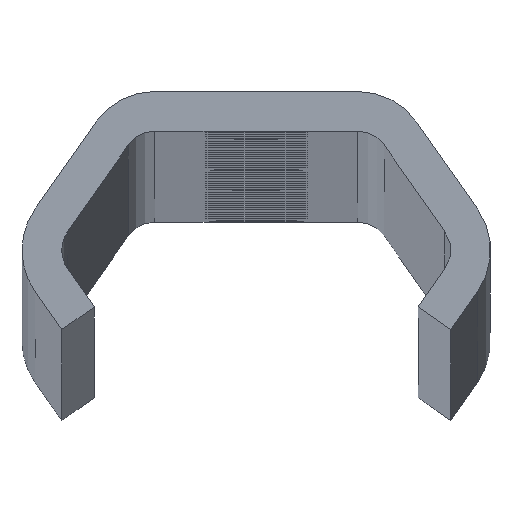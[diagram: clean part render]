
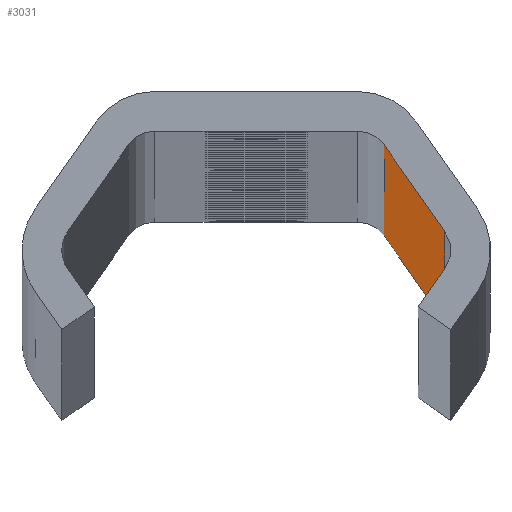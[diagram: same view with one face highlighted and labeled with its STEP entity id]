
A CAD part, top view. The second image highlights one B-rep face of the part: STEP entity #3031.
In plain terms, the highlighted planar face has unit normal (-0.819, -0.574, 0).
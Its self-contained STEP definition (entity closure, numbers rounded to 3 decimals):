
#436 = ORIENTED_EDGE ( 'NONE', *, *, #911, .F. ) ;
#649 = CARTESIAN_POINT ( 'NONE',  ( 8.052, 6.635, -1640. ) ) ;
#853 = LINE ( 'NONE', #3271, #3836 ) ;
#911 = EDGE_CURVE ( 'NONE', #7819, #2607, #3799, .T. ) ;
#1172 = CARTESIAN_POINT ( 'NONE',  ( 8.052, 6.635, -1640. ) ) ;
#1209 = DIRECTION ( 'NONE',  ( -0.574, 0.819, 0. ) ) ;
#1238 = EDGE_CURVE ( 'NONE', #3126, #2607, #7391, .T. ) ;
#1724 = FACE_OUTER_BOUND ( 'NONE', #6507, .T. ) ;
#2083 = EDGE_CURVE ( 'NONE', #3979, #7819, #853, .T. ) ;
#2284 = DIRECTION ( 'NONE',  ( 0.819, 0.574, 0. ) ) ;
#2322 = EDGE_CURVE ( 'NONE', #3979, #3126, #7752, .T. ) ;
#2607 = VERTEX_POINT ( 'NONE', #4801 ) ;
#2986 = ORIENTED_EDGE ( 'NONE', *, *, #2322, .T. ) ;
#3031 = ADVANCED_FACE ( 'NONE', ( #1724 ), #4149, .F. ) ;
#3126 = VERTEX_POINT ( 'NONE', #1172 ) ;
#3151 = ORIENTED_EDGE ( 'NONE', *, *, #1238, .T. ) ;
#3189 = DIRECTION ( 'NONE',  ( 0., 0., -1. ) ) ;
#3271 = CARTESIAN_POINT ( 'NONE',  ( 8.052, 6.635, 1640. ) ) ;
#3274 = VECTOR ( 'NONE', #5636, 1000. ) ;
#3299 = AXIS2_PLACEMENT_3D ( 'NONE', #5437, #2284, #1209 ) ;
#3799 = LINE ( 'NONE', #6252, #7171 ) ;
#3836 = VECTOR ( 'NONE', #5282, 1000. ) ;
#3979 = VERTEX_POINT ( 'NONE', #5070 ) ;
#4149 = PLANE ( 'NONE',  #3299 ) ;
#4720 = CARTESIAN_POINT ( 'NONE',  ( 8.052, 6.635, 1640. ) ) ;
#4801 = CARTESIAN_POINT ( 'NONE',  ( 11.883, 1.163, -1640. ) ) ;
#5070 = CARTESIAN_POINT ( 'NONE',  ( 8.052, 6.635, 1640. ) ) ;
#5282 = DIRECTION ( 'NONE',  ( 0.574, -0.819, 0. ) ) ;
#5437 = CARTESIAN_POINT ( 'NONE',  ( 8.052, 6.635, 1640. ) ) ;
#5571 = CARTESIAN_POINT ( 'NONE',  ( 11.883, 1.163, 1640. ) ) ;
#5636 = DIRECTION ( 'NONE',  ( 0.574, -0.819, 0. ) ) ;
#6153 = ORIENTED_EDGE ( 'NONE', *, *, #2083, .F. ) ;
#6252 = CARTESIAN_POINT ( 'NONE',  ( 11.883, 1.163, 1640. ) ) ;
#6507 = EDGE_LOOP ( 'NONE', ( #3151, #436, #6153, #2986 ) ) ;
#6530 = DIRECTION ( 'NONE',  ( 0., 0., -1. ) ) ;
#7053 = VECTOR ( 'NONE', #6530, 1000. ) ;
#7171 = VECTOR ( 'NONE', #3189, 1000. ) ;
#7391 = LINE ( 'NONE', #649, #3274 ) ;
#7752 = LINE ( 'NONE', #4720, #7053 ) ;
#7819 = VERTEX_POINT ( 'NONE', #5571 ) ;
